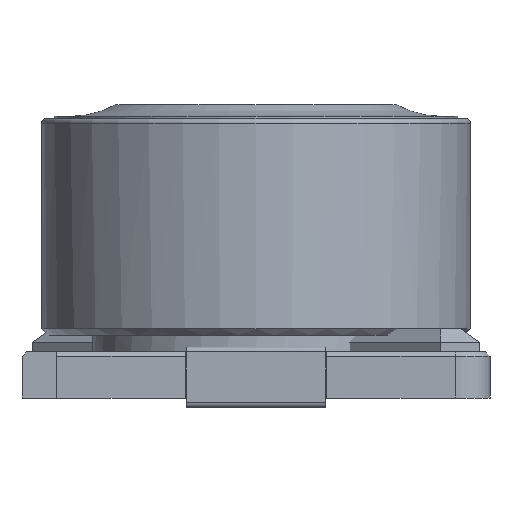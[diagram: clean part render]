
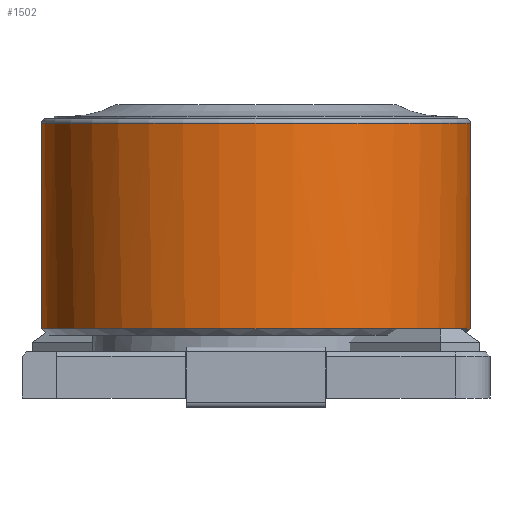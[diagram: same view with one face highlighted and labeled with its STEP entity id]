
A CAD part, left-side view. The second image highlights one B-rep face of the part: STEP entity #1502.
In plain terms, the highlighted cylindrical face has radius 4.625 mm (diameter 9.25 mm), a full revolution.
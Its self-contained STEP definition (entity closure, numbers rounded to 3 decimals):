
#114=B_SPLINE_CURVE_WITH_KNOTS('',3,(#2182,#2183,#2184,#2185,#2186,#2187,
#2188,#2189),.UNSPECIFIED.,.F.,.F.,(4,2,2,4),(0.286,0.292,
0.309,0.326),.UNSPECIFIED.);
#115=B_SPLINE_CURVE_WITH_KNOTS('',3,(#2193,#2194,#2195,#2196,#2197,#2198,
#2199,#2200,#2201,#2202,#2203,#2204),.UNSPECIFIED.,.F.,.F.,(4,2,2,2,2,4),
(0.391,0.404,0.428,0.459,
0.481,0.502),.UNSPECIFIED.);
#119=LINE('',#2178,#292);
#120=LINE('',#2206,#293);
#292=VECTOR('',#1748,4.625);
#293=VECTOR('',#1753,10.);
#465=CYLINDRICAL_SURFACE('',#1609,4.625);
#478=FACE_OUTER_BOUND('',#564,.T.);
#564=EDGE_LOOP('',(#1062,#1063,#1064,#1065,#1066,#1067,#1068,#1069,#1070,
#1071));
#653=CIRCLE('',#1606,4.625);
#654=CIRCLE('',#1607,4.625);
#656=CIRCLE('',#1610,4.625);
#657=CIRCLE('',#1611,4.625);
#658=CIRCLE('',#1612,4.625);
#696=VERTEX_POINT('',#2170);
#697=VERTEX_POINT('',#2172);
#698=VERTEX_POINT('',#2177);
#699=VERTEX_POINT('',#2179);
#700=VERTEX_POINT('',#2181);
#701=VERTEX_POINT('',#2190);
#702=VERTEX_POINT('',#2192);
#703=VERTEX_POINT('',#2205);
#837=EDGE_CURVE('',#696,#697,#653,.T.);
#838=EDGE_CURVE('',#697,#696,#654,.T.);
#840=EDGE_CURVE('',#696,#698,#119,.T.);
#841=EDGE_CURVE('',#698,#699,#656,.T.);
#842=EDGE_CURVE('',#699,#700,#114,.T.);
#843=EDGE_CURVE('',#700,#701,#657,.T.);
#844=EDGE_CURVE('',#702,#701,#115,.F.);
#845=EDGE_CURVE('',#702,#703,#120,.T.);
#846=EDGE_CURVE('',#703,#698,#658,.T.);
#1062=ORIENTED_EDGE('',*,*,#838,.F.);
#1063=ORIENTED_EDGE('',*,*,#837,.F.);
#1064=ORIENTED_EDGE('',*,*,#840,.T.);
#1065=ORIENTED_EDGE('',*,*,#841,.T.);
#1066=ORIENTED_EDGE('',*,*,#842,.T.);
#1067=ORIENTED_EDGE('',*,*,#843,.T.);
#1068=ORIENTED_EDGE('',*,*,#844,.F.);
#1069=ORIENTED_EDGE('',*,*,#845,.T.);
#1070=ORIENTED_EDGE('',*,*,#846,.T.);
#1071=ORIENTED_EDGE('',*,*,#840,.F.);
#1502=ADVANCED_FACE('',(#478),#465,.T.);
#1606=AXIS2_PLACEMENT_3D('',#2173,#1740,#1741);
#1607=AXIS2_PLACEMENT_3D('',#2174,#1742,#1743);
#1609=AXIS2_PLACEMENT_3D('',#2176,#1746,#1747);
#1610=AXIS2_PLACEMENT_3D('',#2180,#1749,#1750);
#1611=AXIS2_PLACEMENT_3D('',#2191,#1751,#1752);
#1612=AXIS2_PLACEMENT_3D('',#2207,#1754,#1755);
#1740=DIRECTION('center_axis',(0.,0.,1.));
#1741=DIRECTION('ref_axis',(-1.,0.,0.));
#1742=DIRECTION('center_axis',(0.,0.,1.));
#1743=DIRECTION('ref_axis',(-1.,0.,0.));
#1746=DIRECTION('center_axis',(0.,0.,1.));
#1747=DIRECTION('ref_axis',(1.,0.,0.));
#1748=DIRECTION('',(0.,0.,-1.));
#1749=DIRECTION('center_axis',(0.,0.,1.));
#1750=DIRECTION('ref_axis',(1.,0.,0.));
#1751=DIRECTION('center_axis',(0.,0.,1.));
#1752=DIRECTION('ref_axis',(1.,0.,0.));
#1753=DIRECTION('',(0.,0.,1.));
#1754=DIRECTION('center_axis',(0.,0.,1.));
#1755=DIRECTION('ref_axis',(1.,0.,0.));
#2170=CARTESIAN_POINT('',(-4.625,0.,6.13));
#2172=CARTESIAN_POINT('',(4.625,0.,6.13));
#2173=CARTESIAN_POINT('Origin',(0.,0.,6.13));
#2174=CARTESIAN_POINT('Origin',(0.,0.,6.13));
#2176=CARTESIAN_POINT('Origin',(0.,0.,3.965));
#2177=CARTESIAN_POINT('',(-4.625,0.,1.7));
#2178=CARTESIAN_POINT('',(-4.625,0.,3.965));
#2179=CARTESIAN_POINT('',(2.08,-4.131,1.7));
#2180=CARTESIAN_POINT('Origin',(0.,0.,1.7));
#2181=CARTESIAN_POINT('',(2.779,-3.697,1.95));
#2182=CARTESIAN_POINT('Ctrl Pts',(2.08,-4.131,1.7));
#2183=CARTESIAN_POINT('Ctrl Pts',(2.108,-4.117,1.726));
#2184=CARTESIAN_POINT('Ctrl Pts',(2.136,-4.102,1.75));
#2185=CARTESIAN_POINT('Ctrl Pts',(2.245,-4.045,1.828));
#2186=CARTESIAN_POINT('Ctrl Pts',(2.341,-3.991,1.878));
#2187=CARTESIAN_POINT('Ctrl Pts',(2.574,-3.845,1.942));
#2188=CARTESIAN_POINT('Ctrl Pts',(2.685,-3.767,1.95));
#2189=CARTESIAN_POINT('Ctrl Pts',(2.779,-3.697,1.95));
#2190=CARTESIAN_POINT('',(3.697,-2.779,1.95));
#2191=CARTESIAN_POINT('Origin',(0.,0.,1.95));
#2192=CARTESIAN_POINT('',(4.235,-1.859,1.2));
#2193=CARTESIAN_POINT('Ctrl Pts',(3.697,-2.779,1.95));
#2194=CARTESIAN_POINT('Ctrl Pts',(3.751,-2.708,1.95));
#2195=CARTESIAN_POINT('Ctrl Pts',(3.806,-2.63,1.945));
#2196=CARTESIAN_POINT('Ctrl Pts',(3.96,-2.396,1.903));
#2197=CARTESIAN_POINT('Ctrl Pts',(4.021,-2.287,1.849));
#2198=CARTESIAN_POINT('Ctrl Pts',(4.109,-2.125,1.748));
#2199=CARTESIAN_POINT('Ctrl Pts',(4.146,-2.05,1.678));
#2200=CARTESIAN_POINT('Ctrl Pts',(4.194,-1.95,1.541));
#2201=CARTESIAN_POINT('Ctrl Pts',(4.209,-1.917,1.478));
#2202=CARTESIAN_POINT('Ctrl Pts',(4.23,-1.871,1.342));
#2203=CARTESIAN_POINT('Ctrl Pts',(4.235,-1.859,1.271));
#2204=CARTESIAN_POINT('Ctrl Pts',(4.235,-1.859,1.2));
#2205=CARTESIAN_POINT('',(4.235,-1.859,1.7));
#2206=CARTESIAN_POINT('',(4.235,-1.859,3.965));
#2207=CARTESIAN_POINT('Origin',(0.,0.,1.7));
